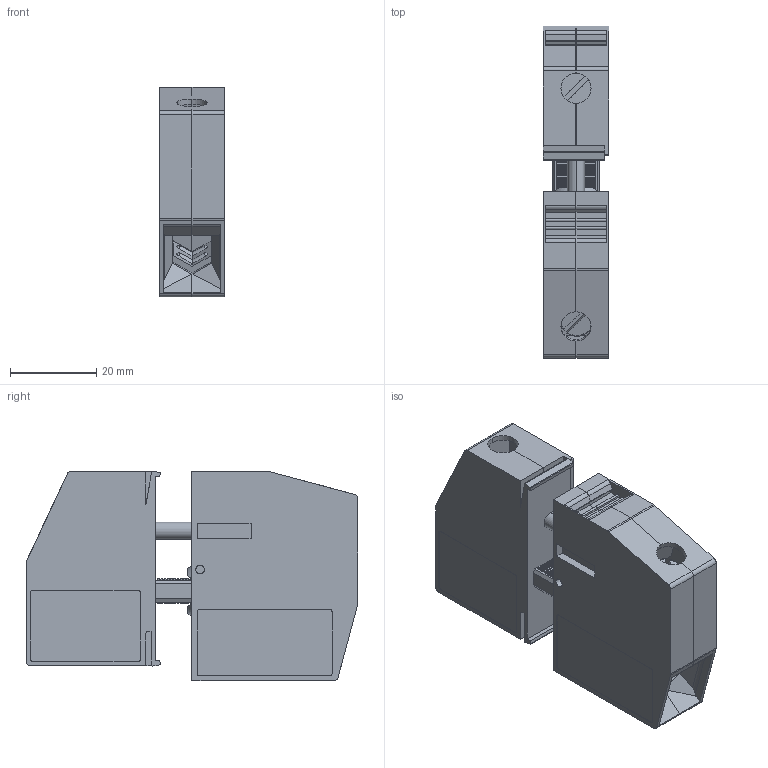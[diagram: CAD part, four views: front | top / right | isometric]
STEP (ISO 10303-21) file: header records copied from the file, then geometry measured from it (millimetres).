
FILE_DESCRIPTION(('Creo Elements/Direct Modeling STEP Export'),'2;1');
FILE_NAME('model.stp','2020-12-08T 0:11:15',(''),(''),'Creo Elements/Direct Modeling STEP processor for AP214 (Solid Model)','Creo Elements/Direct Modeling 20.1A 29-Sep-2018 (C) Parametric Technology GmbH','');
FILE_SCHEMA(('AUTOMOTIVE_DESIGN { 1 0 10303 214 1 1 1 1 }'));
Length unit declared in the file: millimetre
Products named in the file (9): HDFK_25I-DP_SCHALE_1; HDFK_25I_(-...)_SCHALE_2; HDFK_25_A_SCHALE1; HDFK_25_A_SCHALE2; HDFK_25_METALL_UNGELOCHT; UHV_25-KH_SCHRAUBE_M5X17.1; UVH_25-KH_TASCHE; UHV_25-KH_TASCHE_KOPFSTUECK; HDFK_25-DP
Assembly tree (10 placements, depth 3):
  HDFK_25-DP
    UHV_25-KH_SCHRAUBE_M5X17.1  x2
    UHV_25-KH_TASCHE_KOPFSTUECK  x2
      UVH_25-KH_TASCHE
    HDFK_25_METALL_UNGELOCHT
    HDFK_25_A_SCHALE2
    HDFK_25_A_SCHALE1
    HDFK_25I_(-...)_SCHALE_2
    HDFK_25I-DP_SCHALE_1
Bounding box: 15.15 x 76.97 x 48.61 mm (x, y, z)
Volume: 34759.8 mm3; surface area: 30423 mm2
Topology: 9 solids, 9 shells, 1096 faces, 2991 edges, 1950 vertices
Faces by surface type: plane 696, cylinder 328, cone 52, bspline 16, torus 4
Entity records: 42522 total; most frequent: CARTESIAN_POINT 8200, ORIENTED_EDGE 5708, DIRECTION 5035, EDGE_CURVE 2854, VECTOR 1933, LINE 1933, VERTEX_POINT 1856, AXIS2_PLACEMENT_3D 1551
